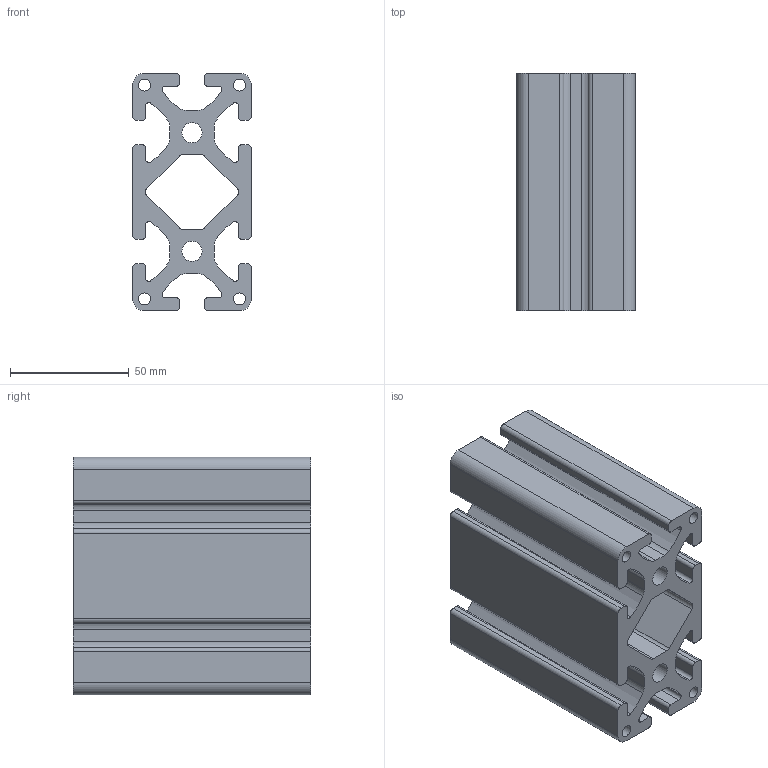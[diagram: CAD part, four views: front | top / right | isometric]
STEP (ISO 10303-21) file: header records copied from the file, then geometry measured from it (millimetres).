
FILE_DESCRIPTION( ( 'Unknown' ), '1' );
FILE_NAME( 'I10-50100.stp', 'Unknown', ( 'Unknown' ), ( 'Unknown' ), 'XStep 1.0', 'Unknown', ' ' );
FILE_SCHEMA( ( 'automotive_design' ) );
Length unit declared in the file: millimetre
Products named in the file (1): 1
Bounding box: 50 x 100 x 100 mm (x, y, z)
Volume: 247841.8 mm3; surface area: 84740.1 mm2
Topology: 1 solids, 1 shells, 124 faces, 366 edges, 244 vertices
Faces by surface type: cylinder 76, plane 48
Full cylindrical faces by diameter (mm): 5 x4, 8.5 x2
Entity records: 5208 total; most frequent: DIRECTION 762, CARTESIAN_POINT 729, ORIENTED_EDGE 720, EDGE_CURVE 360, AXIS2_PLACEMENT_3D 277, VERTEX_POINT 244, LINE 208, VECTOR 208
